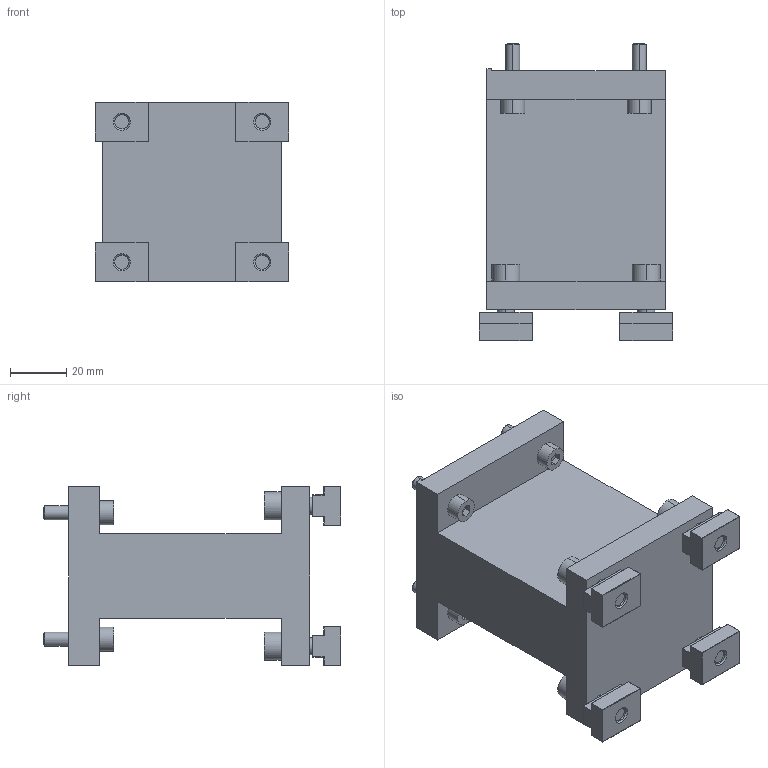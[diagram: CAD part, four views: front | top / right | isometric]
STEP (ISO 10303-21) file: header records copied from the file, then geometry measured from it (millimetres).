
FILE_DESCRIPTION (( 'STEP AP214' ), '1' );
FILE_NAME ('RTM-1-120_D_EF.STEP', '2013-07-09T18:12:30', ( 'Jeff' ), ( '' ), 'SwSTEP 2.0', 'SolidWorks 2013', '' );
FILE_SCHEMA (( 'AUTOMOTIVE_DESIGN' ));
Length unit declared in the file: inch
Products named in the file (1): RTM-1-120_D_EF
Bounding box: 69 x 105.84 x 64 mm (x, y, z)
Surface area: 40236.5 mm2 (no closed solid volume)
Topology: 0 solids, 25 shells, 277 faces, 716 edges, 444 vertices
Faces by surface type: plane 209, cylinder 52, cone 16
Entity records: 11780 total; most frequent: CARTESIAN_POINT 1438, DIRECTION 1416, ORIENTED_EDGE 1228, EDGE_CURVE 716, VECTOR 572, LINE 572, VERTEX_POINT 444, AXIS2_PLACEMENT_3D 422
